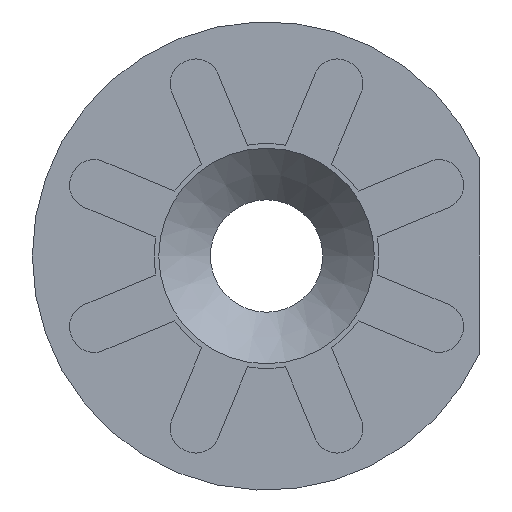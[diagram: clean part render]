
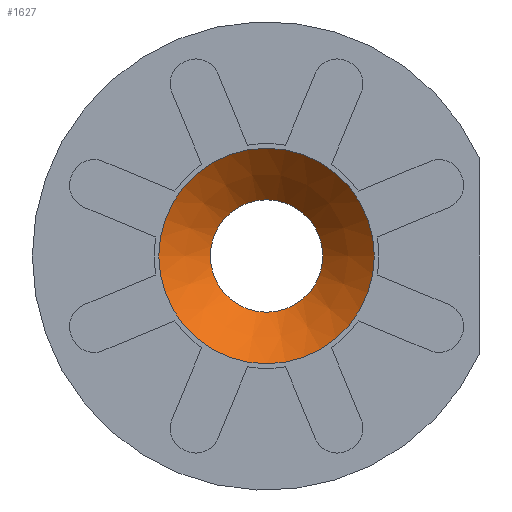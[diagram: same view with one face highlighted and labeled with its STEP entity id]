
A CAD part, front view. The second image highlights one B-rep face of the part: STEP entity #1627.
In plain terms, the highlighted conical face has half-angle 45 degrees and reference radius 3.5 mm.
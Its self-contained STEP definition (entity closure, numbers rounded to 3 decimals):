
#427=FACE_BOUND($,#532,.T.);
#439=FACE_OUTER_BOUND($,#531,.T.);
#531=EDGE_LOOP($,(#1124));
#532=EDGE_LOOP($,(#1125));
#635=CIRCLE($,#1726,2.4);
#636=CIRCLE($,#1727,4.6);
#708=VERTEX_POINT($,#2435);
#709=VERTEX_POINT($,#2437);
#873=EDGE_CURVE($,#708,#708,#635,.T.);
#874=EDGE_CURVE($,#709,#709,#636,.T.);
#1124=ORIENTED_EDGE($,*,*,#873,.T.);
#1125=ORIENTED_EDGE($,*,*,#874,.T.);
#1626=CONICAL_SURFACE($,#1725,3.5,45.);
#1627=ADVANCED_FACE($,(#439,#427),#1626,.F.);
#1725=AXIS2_PLACEMENT_3D($,#2434,#1915,#1916);
#1726=AXIS2_PLACEMENT_3D($,#2436,#1917,#1918);
#1727=AXIS2_PLACEMENT_3D($,#2438,#1919,#1920);
#1915=DIRECTION('center_axis',(0.,-1.,0.));
#1916=DIRECTION('ref_axis',(-1.,0.,0.));
#1917=DIRECTION('center_axis',(0.,1.,0.));
#1918=DIRECTION('ref_axis',(-1.,0.,0.));
#1919=DIRECTION('center_axis',(0.,-1.,0.));
#1920=DIRECTION('ref_axis',(-1.,0.,0.));
#2434=CARTESIAN_POINT('Origin',(0.,-2.73,0.));
#2435=CARTESIAN_POINT('',(2.4,-1.63,0.));
#2436=CARTESIAN_POINT('Origin',(0.,-1.63,0.));
#2437=CARTESIAN_POINT('',(4.6,-3.83,0.));
#2438=CARTESIAN_POINT('Origin',(0.,-3.83,0.));
